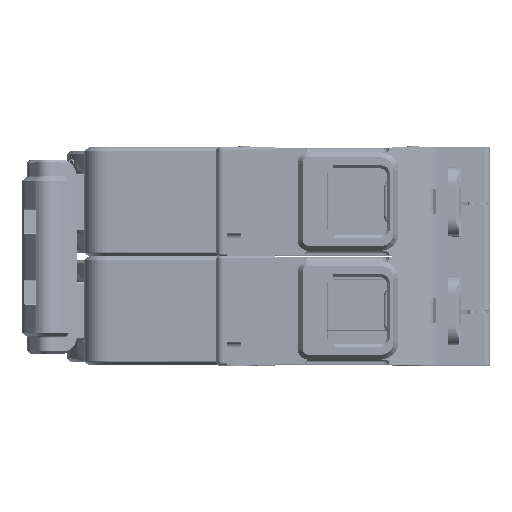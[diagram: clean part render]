
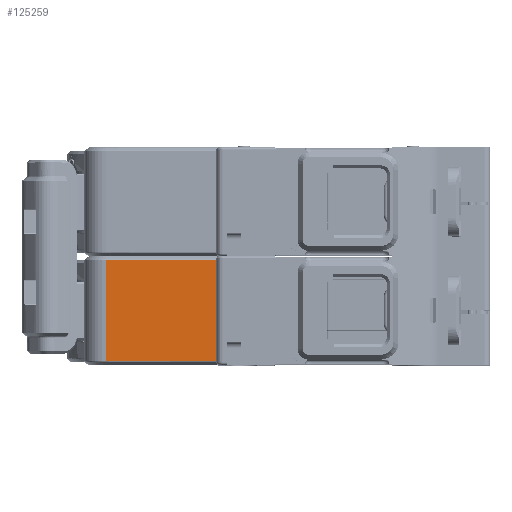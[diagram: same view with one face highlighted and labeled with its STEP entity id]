
A CAD part, top view. The second image highlights one B-rep face of the part: STEP entity #125259.
In plain terms, the highlighted planar face has unit normal (0, 0, 1).
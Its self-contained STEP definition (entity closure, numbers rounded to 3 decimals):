
#1858=DIRECTION('',(0.,1.,0.));
#1859=VECTOR('',#1858,3.195);
#1860=CARTESIAN_POINT('',(11.25,3.573,-19.6));
#1861=LINE('',#1860,#1859);
#1862=DIRECTION('',(-1.,0.,0.));
#1863=VECTOR('',#1862,0.05);
#1864=CARTESIAN_POINT('',(11.25,6.768,-19.6));
#1865=LINE('',#1864,#1863);
#1866=DIRECTION('',(0.,1.,0.));
#1867=VECTOR('',#1866,3.195);
#1868=CARTESIAN_POINT('',(11.2,3.573,-19.6));
#1869=LINE('',#1868,#1867);
#1870=DIRECTION('',(-1.,0.,0.));
#1871=VECTOR('',#1870,0.95);
#1872=CARTESIAN_POINT('',(11.2,3.573,-19.6));
#1873=LINE('',#1872,#1871);
#1874=DIRECTION('',(0.,-1.,0.));
#1875=VECTOR('',#1874,16.39);
#1876=CARTESIAN_POINT('',(10.25,19.963,-19.6));
#1877=LINE('',#1876,#1875);
#1878=DIRECTION('',(-1.,0.,0.));
#1879=VECTOR('',#1878,18.);
#1880=CARTESIAN_POINT('',(28.25,19.963,-19.6));
#1881=LINE('',#1880,#1879);
#1882=DIRECTION('',(0.,-1.,0.));
#1883=VECTOR('',#1882,16.39);
#1884=CARTESIAN_POINT('',(28.25,19.963,-19.6));
#1885=LINE('',#1884,#1883);
#1886=DIRECTION('',(1.,0.,0.));
#1887=VECTOR('',#1886,17.);
#1888=CARTESIAN_POINT('',(11.25,3.573,-19.6));
#1889=LINE('',#1888,#1887);
#1898=CARTESIAN_POINT('',(11.25,3.573,-19.6));
#2669=CARTESIAN_POINT('',(11.2,3.573,-19.6));
#103464=VERTEX_POINT('',#1898);
#106037=CARTESIAN_POINT('',(11.2,6.768,-19.6));
#106038=VERTEX_POINT('',#106037);
#107774=CARTESIAN_POINT('',(10.25,19.963,-19.6));
#107775=VERTEX_POINT('',#107774);
#107778=CARTESIAN_POINT('',(28.25,19.963,-19.6));
#107779=VERTEX_POINT('',#107778);
#107818=CARTESIAN_POINT('',(10.25,3.573,-19.6));
#107819=VERTEX_POINT('',#107818);
#107847=VERTEX_POINT('',#2669);
#108750=CARTESIAN_POINT('',(11.25,6.768,-19.6));
#108752=VERTEX_POINT('',#108750);
#108927=CARTESIAN_POINT('',(28.25,3.573,-19.6));
#108928=VERTEX_POINT('',#108927);
#125237=CARTESIAN_POINT('',(7.25,2.918,-19.6));
#125238=DIRECTION('',(0.,0.,1.));
#125239=DIRECTION('',(1.,0.,0.));
#125240=AXIS2_PLACEMENT_3D('',#125237,#125238,#125239);
#125241=PLANE('',#125240);
#125243=ORIENTED_EDGE('',*,*,#125242,.T.);
#125245=ORIENTED_EDGE('',*,*,#125244,.T.);
#125247=ORIENTED_EDGE('',*,*,#125246,.F.);
#125249=ORIENTED_EDGE('',*,*,#125248,.T.);
#125250=ORIENTED_EDGE('',*,*,#125228,.F.);
#125252=ORIENTED_EDGE('',*,*,#125251,.F.);
#125254=ORIENTED_EDGE('',*,*,#125253,.T.);
#125256=ORIENTED_EDGE('',*,*,#125255,.F.);
#125257=EDGE_LOOP('',(#125243,#125245,#125247,#125249,#125250,#125252,#125254,
#125256));
#125258=FACE_OUTER_BOUND('',#125257,.F.);
#125259=ADVANCED_FACE('',(#125258),#125241,.T.);
#125228=EDGE_CURVE('',#107775,#107819,#1877,.T.);
#125242=EDGE_CURVE('',#103464,#108752,#1861,.T.);
#125244=EDGE_CURVE('',#108752,#106038,#1865,.T.);
#125246=EDGE_CURVE('',#107847,#106038,#1869,.T.);
#125248=EDGE_CURVE('',#107847,#107819,#1873,.T.);
#125251=EDGE_CURVE('',#107779,#107775,#1881,.T.);
#125253=EDGE_CURVE('',#107779,#108928,#1885,.T.);
#125255=EDGE_CURVE('',#103464,#108928,#1889,.T.);
